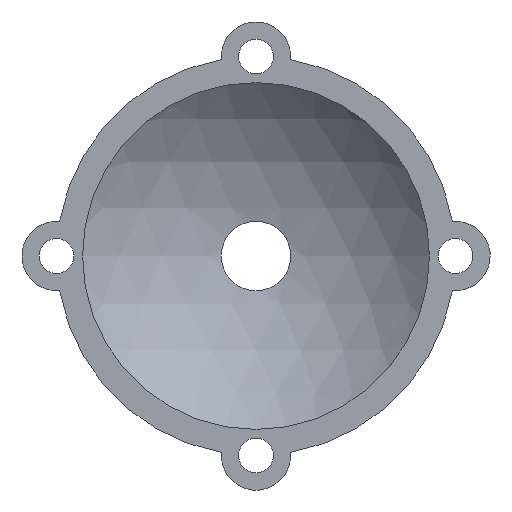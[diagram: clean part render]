
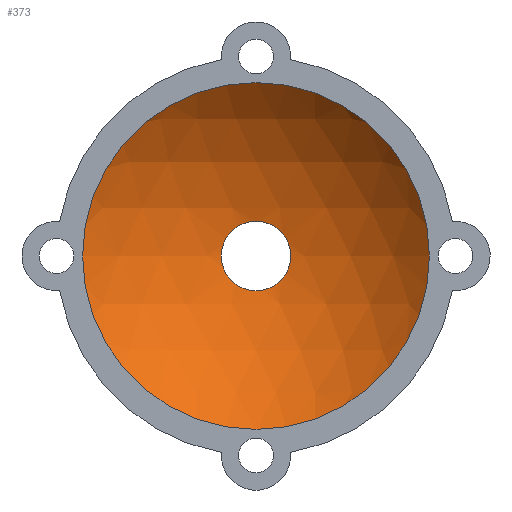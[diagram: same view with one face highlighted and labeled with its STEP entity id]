
A CAD part, front view. The second image highlights one B-rep face of the part: STEP entity #373.
In plain terms, the highlighted spherical face has radius 14 mm.
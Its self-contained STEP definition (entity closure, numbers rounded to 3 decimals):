
#16=SPHERICAL_SURFACE('',#420,14.);
#19=FACE_BOUND('',#58,.T.);
#35=FACE_OUTER_BOUND('',#57,.T.);
#57=EDGE_LOOP('',(#259));
#58=EDGE_LOOP('',(#260));
#119=CIRCLE('',#419,2.);
#120=CIRCLE('',#421,10.037);
#159=VERTEX_POINT('',#626);
#160=VERTEX_POINT('',#630);
#196=EDGE_CURVE('',#159,#159,#119,.T.);
#198=EDGE_CURVE('',#160,#160,#120,.T.);
#259=ORIENTED_EDGE('',*,*,#198,.F.);
#260=ORIENTED_EDGE('',*,*,#196,.T.);
#373=ADVANCED_FACE('',(#35,#19),#16,.F.);
#419=AXIS2_PLACEMENT_3D('',#627,#491,#492);
#420=AXIS2_PLACEMENT_3D('',#629,#494,#495);
#421=AXIS2_PLACEMENT_3D('',#631,#496,#497);
#491=DIRECTION('center_axis',(0.,1.,0.));
#492=DIRECTION('ref_axis',(1.,0.,0.));
#494=DIRECTION('center_axis',(0.,0.,1.));
#495=DIRECTION('ref_axis',(1.,0.,0.));
#496=DIRECTION('center_axis',(0.,1.,0.));
#497=DIRECTION('ref_axis',(0.,0.,-1.));
#626=CARTESIAN_POINT('',(-2.,6.096,0.));
#627=CARTESIAN_POINT('Origin',(0.,6.096,0.));
#629=CARTESIAN_POINT('Origin',(0.,-7.76,0.));
#630=CARTESIAN_POINT('',(0.,2.,10.037));
#631=CARTESIAN_POINT('Origin',(0.,2.,0.));
